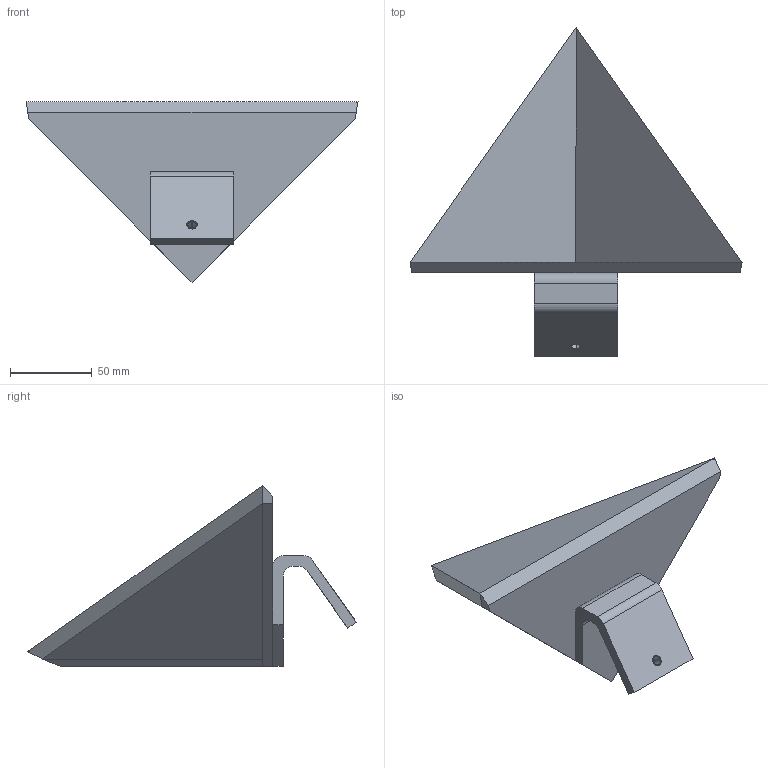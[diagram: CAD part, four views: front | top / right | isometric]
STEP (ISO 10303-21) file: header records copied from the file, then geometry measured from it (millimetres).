
FILE_DESCRIPTION (( 'STEP AP214' ), '1' );
FILE_NAME ('PEWRL0006 ¦ FMWRL0006.step', '2022-03-03T17:16:14', ( '' ), ( '' ), 'SwSTEP 2.0', 'SolidWorks 2021', '' );
FILE_SCHEMA (( 'AUTOMOTIVE_DESIGN' ));
Length unit declared in the file: inch
Products named in the file (1): PEWRL0006 ｦ FMWRL0006
Bounding box: 203.2 x 201.18 x 110.58 mm (x, y, z)
Volume: 277043.4 mm3; surface area: 101911.3 mm2
Topology: 5 solids, 5 shells, 58 faces, 138 edges, 92 vertices
Faces by surface type: plane 42, cylinder 16
Entity records: 1766 total; most frequent: CARTESIAN_POINT 289, DIRECTION 288, ORIENTED_EDGE 276, EDGE_CURVE 138, LINE 106, VECTOR 106, VERTEX_POINT 92, AXIS2_PLACEMENT_3D 91
